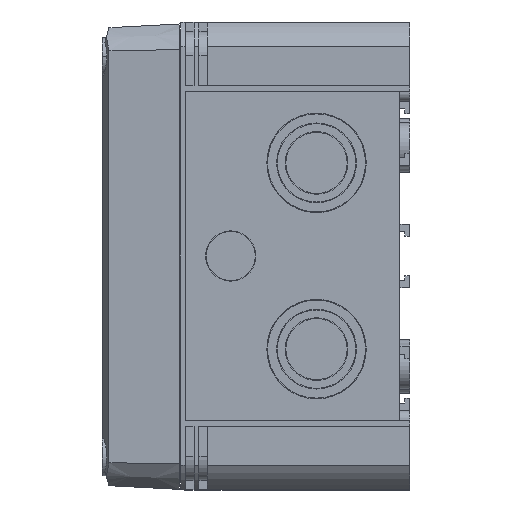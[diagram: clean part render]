
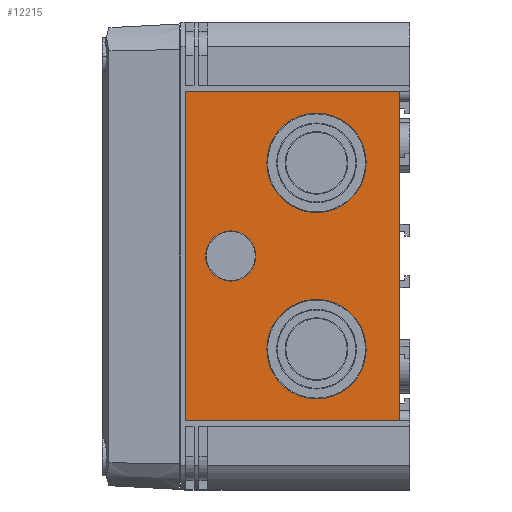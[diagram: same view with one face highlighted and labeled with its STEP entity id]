
A CAD part, left-side view. The second image highlights one B-rep face of the part: STEP entity #12215.
In plain terms, the highlighted planar face has unit normal (-1, 0, 0).
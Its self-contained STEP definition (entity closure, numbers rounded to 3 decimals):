
#110 = VERTEX_POINT ( 'NONE', #370 ) ;
#370 = CARTESIAN_POINT ( 'NONE',  ( -118.841, 87.5, -67.2 ) ) ;
#1963 = ORIENTED_EDGE ( 'NONE', *, *, #23449, .T. ) ;
#2694 = DIRECTION ( 'NONE',  ( 0., 0., -1. ) ) ;
#3060 = AXIS2_PLACEMENT_3D ( 'NONE', #35295, #4475, #16117 ) ;
#4231 = EDGE_LOOP ( 'NONE', ( #5422, #32284 ) ) ;
#4475 = DIRECTION ( 'NONE',  ( -1., 0., 0. ) ) ;
#4553 = DIRECTION ( 'NONE',  ( 1., 0., 0. ) ) ;
#4580 = LINE ( 'NONE', #29193, #10016 ) ;
#4642 = CARTESIAN_POINT ( 'NONE',  ( -118.841, 34., 38. ) ) ;
#4964 = ORIENTED_EDGE ( 'NONE', *, *, #35958, .F. ) ;
#4965 = EDGE_CURVE ( 'NONE', #21722, #16817, #27029, .T. ) ;
#5422 = ORIENTED_EDGE ( 'NONE', *, *, #11007, .T. ) ;
#6063 = AXIS2_PLACEMENT_3D ( 'NONE', #34689, #26083, #12228 ) ;
#6133 = DIRECTION ( 'NONE',  ( 0., -1., 0. ) ) ;
#6383 = DIRECTION ( 'NONE',  ( 0., 0., 1. ) ) ;
#6977 = ORIENTED_EDGE ( 'NONE', *, *, #34166, .F. ) ;
#7605 = CARTESIAN_POINT ( 'NONE',  ( -118.841, 0., -67.2 ) ) ;
#7742 = PLANE ( 'NONE',  #3060 ) ;
#7929 = ORIENTED_EDGE ( 'NONE', *, *, #16114, .T. ) ;
#8122 = ORIENTED_EDGE ( 'NONE', *, *, #4965, .F. ) ;
#9196 = LINE ( 'NONE', #31441, #11937 ) ;
#9250 = CARTESIAN_POINT ( 'NONE',  ( -118.841, 87.5, -67.2 ) ) ;
#9502 = CARTESIAN_POINT ( 'NONE',  ( -118.841, 69., 10.25 ) ) ;
#9623 = VERTEX_POINT ( 'NONE', #20595 ) ;
#10016 = VECTOR ( 'NONE', #12760, 1000. ) ;
#10440 = AXIS2_PLACEMENT_3D ( 'NONE', #29957, #30653, #27198 ) ;
#11007 = EDGE_CURVE ( 'NONE', #17276, #12394, #18663, .T. ) ;
#11120 = EDGE_LOOP ( 'NONE', ( #24387, #8122 ) ) ;
#11937 = VECTOR ( 'NONE', #15028, 1000. ) ;
#12016 = CARTESIAN_POINT ( 'NONE',  ( -118.841, 0., 67.2 ) ) ;
#12215 = ADVANCED_FACE ( 'NONE', ( #26148, #15577, #23618, #18868 ), #7742, .T. ) ;
#12228 = DIRECTION ( 'NONE',  ( 0., 0., 1. ) ) ;
#12394 = VERTEX_POINT ( 'NONE', #20866 ) ;
#12689 = EDGE_CURVE ( 'NONE', #12394, #17276, #33880, .T. ) ;
#12756 = CIRCLE ( 'NONE', #10440, 20.29 ) ;
#12760 = DIRECTION ( 'NONE',  ( 0., 0., 1. ) ) ;
#12821 = EDGE_CURVE ( 'NONE', #16817, #21722, #12756, .T. ) ;
#13806 = EDGE_LOOP ( 'NONE', ( #4964, #6977 ) ) ;
#14488 = LINE ( 'NONE', #33853, #24110 ) ;
#15028 = DIRECTION ( 'NONE',  ( 0., 1., 0. ) ) ;
#15296 = LINE ( 'NONE', #9250, #19243 ) ;
#15577 = FACE_BOUND ( 'NONE', #11120, .T. ) ;
#16114 = EDGE_CURVE ( 'NONE', #9623, #110, #15296, .T. ) ;
#16117 = DIRECTION ( 'NONE',  ( 0., 0., 1. ) ) ;
#16817 = VERTEX_POINT ( 'NONE', #29242 ) ;
#17177 = CARTESIAN_POINT ( 'NONE',  ( -118.841, 34., -38. ) ) ;
#17276 = VERTEX_POINT ( 'NONE', #9502 ) ;
#18244 = EDGE_LOOP ( 'NONE', ( #1963, #29890, #20889, #7929 ) ) ;
#18460 = DIRECTION ( 'NONE',  ( 1., 0., 0. ) ) ;
#18663 = CIRCLE ( 'NONE', #30319, 10.25 ) ;
#18868 = FACE_BOUND ( 'NONE', #4231, .T. ) ;
#18948 = CARTESIAN_POINT ( 'NONE',  ( -118.841, 34., -17.71 ) ) ;
#19243 = VECTOR ( 'NONE', #34966, 1000. ) ;
#19333 = CIRCLE ( 'NONE', #32723, 20.29 ) ;
#20040 = CARTESIAN_POINT ( 'NONE',  ( -118.841, 34., 17.71 ) ) ;
#20595 = CARTESIAN_POINT ( 'NONE',  ( -118.841, 87.5, 67.2 ) ) ;
#20866 = CARTESIAN_POINT ( 'NONE',  ( -118.841, 69., -10.25 ) ) ;
#20889 = ORIENTED_EDGE ( 'NONE', *, *, #23172, .T. ) ;
#21722 = VERTEX_POINT ( 'NONE', #20040 ) ;
#23172 = EDGE_CURVE ( 'NONE', #35149, #9623, #9196, .T. ) ;
#23366 = VERTEX_POINT ( 'NONE', #30391 ) ;
#23449 = EDGE_CURVE ( 'NONE', #110, #35431, #14488, .T. ) ;
#23583 = CARTESIAN_POINT ( 'NONE',  ( -118.841, 69., 0. ) ) ;
#23618 = FACE_OUTER_BOUND ( 'NONE', #18244, .T. ) ;
#24110 = VECTOR ( 'NONE', #6133, 1000. ) ;
#24387 = ORIENTED_EDGE ( 'NONE', *, *, #12821, .F. ) ;
#26083 = DIRECTION ( 'NONE',  ( -1., 0., 0. ) ) ;
#26085 = DIRECTION ( 'NONE',  ( -1., 0., 0. ) ) ;
#26148 = FACE_BOUND ( 'NONE', #13806, .T. ) ;
#26167 = AXIS2_PLACEMENT_3D ( 'NONE', #23583, #18460, #29582 ) ;
#26614 = CARTESIAN_POINT ( 'NONE',  ( -118.841, 69., 0. ) ) ;
#27029 = CIRCLE ( 'NONE', #34617, 20.29 ) ;
#27045 = CIRCLE ( 'NONE', #6063, 20.29 ) ;
#27198 = DIRECTION ( 'NONE',  ( 0., 0., 1. ) ) ;
#28916 = DIRECTION ( 'NONE',  ( 0., 0., 1. ) ) ;
#29193 = CARTESIAN_POINT ( 'NONE',  ( -118.841, 0., 0. ) ) ;
#29242 = CARTESIAN_POINT ( 'NONE',  ( -118.841, 34., 58.29 ) ) ;
#29582 = DIRECTION ( 'NONE',  ( 0., 0., -1. ) ) ;
#29890 = ORIENTED_EDGE ( 'NONE', *, *, #34353, .T. ) ;
#29957 = CARTESIAN_POINT ( 'NONE',  ( -118.841, 34., 38. ) ) ;
#30319 = AXIS2_PLACEMENT_3D ( 'NONE', #26614, #4553, #2694 ) ;
#30391 = CARTESIAN_POINT ( 'NONE',  ( -118.841, 34., -58.29 ) ) ;
#30653 = DIRECTION ( 'NONE',  ( -1., 0., 0. ) ) ;
#30803 = VERTEX_POINT ( 'NONE', #18948 ) ;
#31441 = CARTESIAN_POINT ( 'NONE',  ( -118.841, 87.5, 67.2 ) ) ;
#32284 = ORIENTED_EDGE ( 'NONE', *, *, #12689, .T. ) ;
#32387 = DIRECTION ( 'NONE',  ( -1., 0., 0. ) ) ;
#32723 = AXIS2_PLACEMENT_3D ( 'NONE', #17177, #26085, #6383 ) ;
#33853 = CARTESIAN_POINT ( 'NONE',  ( -118.841, 87.5, -67.2 ) ) ;
#33880 = CIRCLE ( 'NONE', #26167, 10.25 ) ;
#34166 = EDGE_CURVE ( 'NONE', #23366, #30803, #19333, .T. ) ;
#34353 = EDGE_CURVE ( 'NONE', #35431, #35149, #4580, .T. ) ;
#34617 = AXIS2_PLACEMENT_3D ( 'NONE', #4642, #32387, #28916 ) ;
#34689 = CARTESIAN_POINT ( 'NONE',  ( -118.841, 34., -38. ) ) ;
#34966 = DIRECTION ( 'NONE',  ( 0., 0., -1. ) ) ;
#35149 = VERTEX_POINT ( 'NONE', #12016 ) ;
#35295 = CARTESIAN_POINT ( 'NONE',  ( -118.841, 0., 0. ) ) ;
#35431 = VERTEX_POINT ( 'NONE', #7605 ) ;
#35958 = EDGE_CURVE ( 'NONE', #30803, #23366, #27045, .T. ) ;
